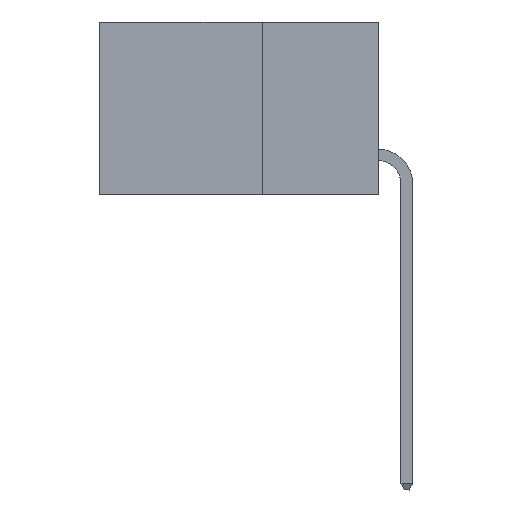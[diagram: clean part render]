
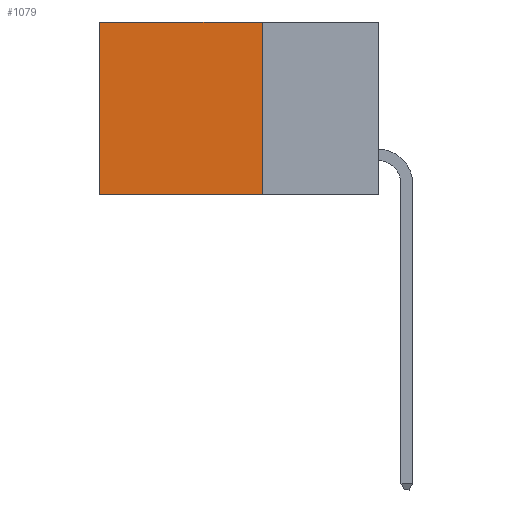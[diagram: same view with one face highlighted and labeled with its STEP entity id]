
A CAD part, left-side view. The second image highlights one B-rep face of the part: STEP entity #1079.
In plain terms, the highlighted planar face has unit normal (-1, 0, 0).
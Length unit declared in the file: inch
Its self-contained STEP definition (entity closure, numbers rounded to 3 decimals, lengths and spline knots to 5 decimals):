
#330 = FACE_OUTER_BOUND ( 'NONE', #4320, .T. ) ;
#446 = VERTEX_POINT ( 'NONE', #5519 ) ;
#565 = LINE ( 'NONE', #3190, #2648 ) ;
#725 = VERTEX_POINT ( 'NONE', #10087 ) ;
#916 = DIRECTION ( 'NONE',  ( 0., 0., -1. ) ) ;
#1066 = EDGE_CURVE ( 'NONE', #446, #725, #2957, .T. ) ;
#1079 = ADVANCED_FACE ( 'NONE', ( #330 ), #2172, .F. ) ;
#1181 = DIRECTION ( 'NONE',  ( 1., 0., 0. ) ) ;
#1617 = VECTOR ( 'NONE', #3042, 39.37008 ) ;
#2172 = PLANE ( 'NONE',  #9452 ) ;
#2648 = VECTOR ( 'NONE', #5030, 39.37008 ) ;
#2702 = VECTOR ( 'NONE', #2742, 39.37008 ) ;
#2742 = DIRECTION ( 'NONE',  ( 0., 1., 0. ) ) ;
#2866 = CARTESIAN_POINT ( 'NONE',  ( 0.298, 0.25, 0. ) ) ;
#2957 = LINE ( 'NONE', #4925, #2702 ) ;
#3042 = DIRECTION ( 'NONE',  ( 0., 0., -1. ) ) ;
#3190 = CARTESIAN_POINT ( 'NONE',  ( 0.298, 0.25, 0. ) ) ;
#3704 = CARTESIAN_POINT ( 'NONE',  ( 0.298, 0.25, 0. ) ) ;
#3850 = LINE ( 'NONE', #4966, #9827 ) ;
#3959 = EDGE_CURVE ( 'NONE', #6421, #446, #565, .T. ) ;
#4320 = EDGE_LOOP ( 'NONE', ( #5031, #5990, #8641, #9369 ) ) ;
#4925 = CARTESIAN_POINT ( 'NONE',  ( 0.298, 0.25, -0.37 ) ) ;
#4966 = CARTESIAN_POINT ( 'NONE',  ( 0.298, 0.25, 0. ) ) ;
#5030 = DIRECTION ( 'NONE',  ( 0., 0., -1. ) ) ;
#5031 = ORIENTED_EDGE ( 'NONE', *, *, #10208, .T. ) ;
#5519 = CARTESIAN_POINT ( 'NONE',  ( 0.298, 0.25, -0.37 ) ) ;
#5571 = CARTESIAN_POINT ( 'NONE',  ( 0.298, 0.6, 0. ) ) ;
#5990 = ORIENTED_EDGE ( 'NONE', *, *, #1066, .F. ) ;
#6119 = LINE ( 'NONE', #5571, #1617 ) ;
#6418 = CARTESIAN_POINT ( 'NONE',  ( 0.298, 0.6, 0. ) ) ;
#6421 = VERTEX_POINT ( 'NONE', #2866 ) ;
#8104 = DIRECTION ( 'NONE',  ( 0., 1., 0. ) ) ;
#8641 = ORIENTED_EDGE ( 'NONE', *, *, #3959, .F. ) ;
#9369 = ORIENTED_EDGE ( 'NONE', *, *, #9858, .T. ) ;
#9452 = AXIS2_PLACEMENT_3D ( 'NONE', #3704, #1181, #916 ) ;
#9573 = VERTEX_POINT ( 'NONE', #6418 ) ;
#9827 = VECTOR ( 'NONE', #8104, 39.37008 ) ;
#9858 = EDGE_CURVE ( 'NONE', #6421, #9573, #3850, .T. ) ;
#10087 = CARTESIAN_POINT ( 'NONE',  ( 0.298, 0.6, -0.37 ) ) ;
#10208 = EDGE_CURVE ( 'NONE', #9573, #725, #6119, .T. ) ;
